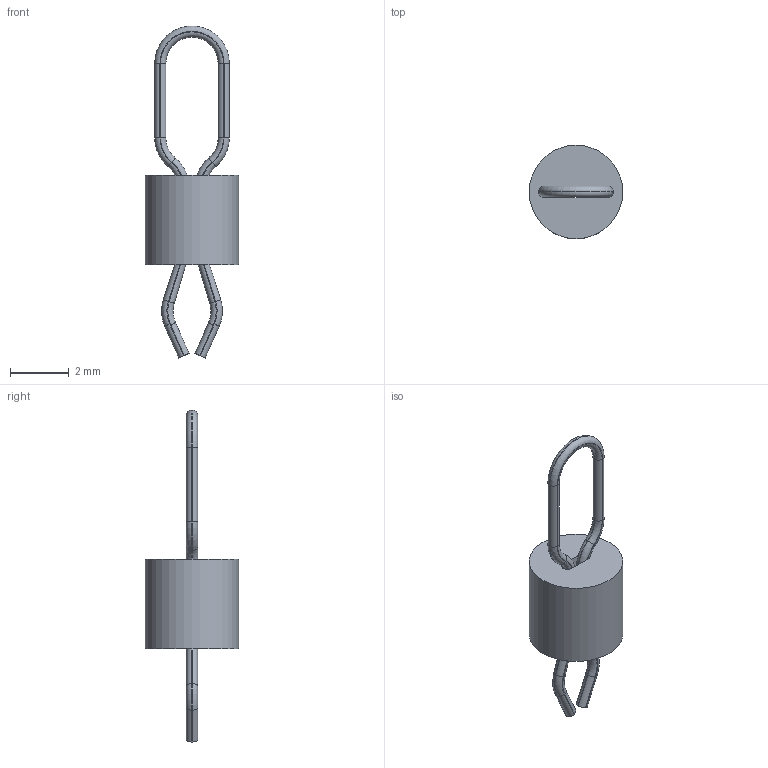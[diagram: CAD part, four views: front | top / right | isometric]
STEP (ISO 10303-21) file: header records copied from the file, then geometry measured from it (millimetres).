
FILE_DESCRIPTION(/* description */ ('STEP AP242','CAx-IF Rec.Pracs.---Representation and Presentation of Product Manufacturing Information (PMI)---4.0---2014-10-13','CAx-IF Rec.Pracs.---3D Tessellated Geometry---0.4---2014-09-14','2;1'),/* implementation_level */ '2;1');
FILE_NAME(/* name */ '61801c8f5fc784445f32cdc2',/* time_stamp */ '2021-11-01T16:57:52+00:00',/* author */ (''),/* organization */ (''),/* preprocessor_version */ 'ST-DEVELOPER v18.1',/* originating_system */ ' ',/* authorisation */ ' ');
FILE_SCHEMA (('AP242_MANAGED_MODEL_BASED_3D_ENGINEERING_MIM_LF { 1 0 10303 442 1 1 4 }'));
Length unit declared in the file: metre
Products named in the file (2): Part 2; Part 1
Bounding box: 3.18 x 3.18 x 11.3 mm (x, y, z)
Volume: 25.7 mm3; surface area: 83.7 mm2
Topology: 2 solids, 2 shells, 113 faces, 263 edges, 154 vertices
Faces by surface type: cylinder 53, torus 36, plane 24
Full cylindrical faces by diameter (mm): 3.18 x1
Entity records: 3262 total; most frequent: DIRECTION 642, CARTESIAN_POINT 531, ORIENTED_EDGE 524, AXIS2_PLACEMENT_3D 265, EDGE_CURVE 262, VERTEX_POINT 154, CIRCLE 150, EDGE_LOOP 116
